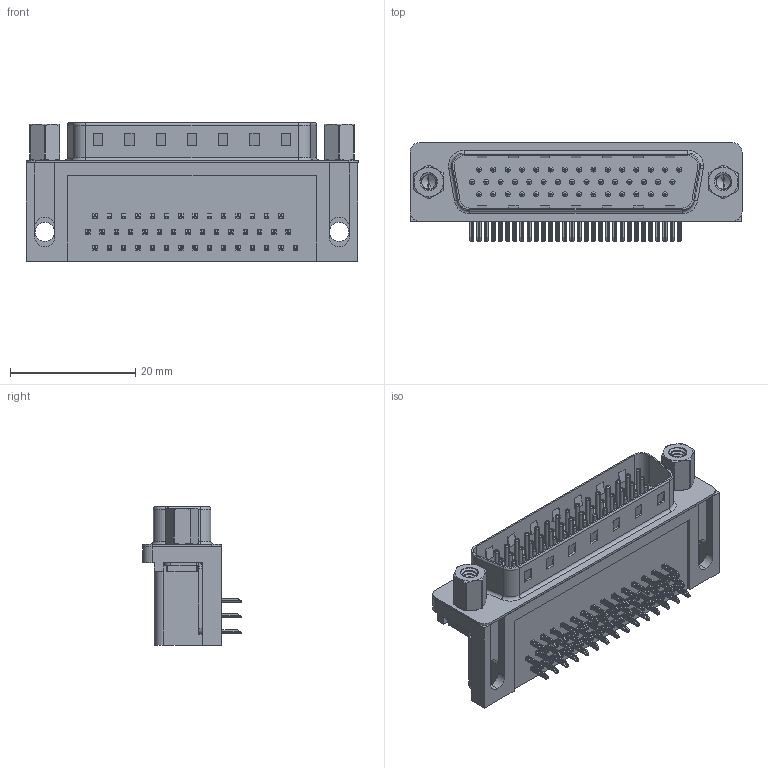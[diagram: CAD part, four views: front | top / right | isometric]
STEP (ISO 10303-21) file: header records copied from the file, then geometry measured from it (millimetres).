
FILE_DESCRIPTION (( 'STEP AP203' ), '1' );
FILE_NAME ('633-044-363-013.STEP', '2018-09-07T14:54:29', ( '' ), ( '' ), 'SwSTEP 2.0', 'SolidWorks 2016', '' );
FILE_SCHEMA (( 'CONFIG_CONTROL_DESIGN' ));
Length unit declared in the file: millimetre
Products named in the file (9): 633 Thru Hole Board Mount; 633 4-40 Threaded Rivet; 633 4-40 Hex Standoff; 633-044-363-013; 633 Housing_44 Contact; 633 Shell_44 Contact; 633 Contact Bottom; 633 Contact Middle; 633 Contact Top
Assembly tree (52 placements, depth 2):
  633-044-363-013
    633 Housing_44 Contact
    633 Shell_44 Contact
    633 Contact Bottom  x14
    633 Contact Middle  x15
    633 Contact Top  x15
    633 Thru Hole Board Mount  x2
    633 4-40 Threaded Rivet  x2
    633 4-40 Hex Standoff  x2
Bounding box: 53.04 x 15.73 x 22.1 mm (x, y, z)
Volume: 8315.2 mm3; surface area: 10659.1 mm2
Topology: 52 solids, 52 shells, 3808 faces, 9414 edges, 5805 vertices
Faces by surface type: plane 2337, cylinder 1124, torus 295, cone 34, bspline 18
Entity records: 33742 total; most frequent: CARTESIAN_POINT 9046, DIRECTION 4732, ORIENTED_EDGE 4608, EDGE_CURVE 2304, AXIS2_PLACEMENT_3D 1580, VECTOR 1572, LINE 1572, VERTEX_POINT 1483
